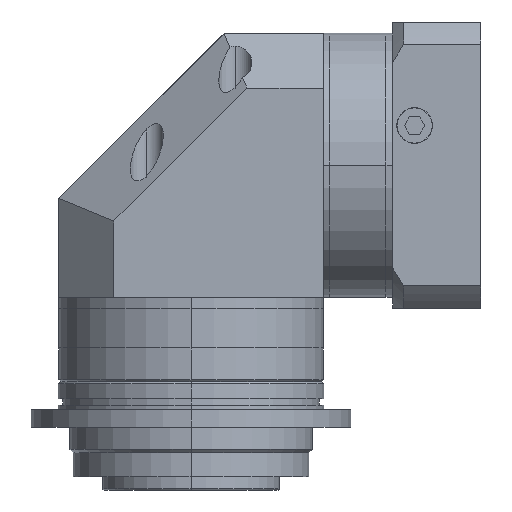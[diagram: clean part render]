
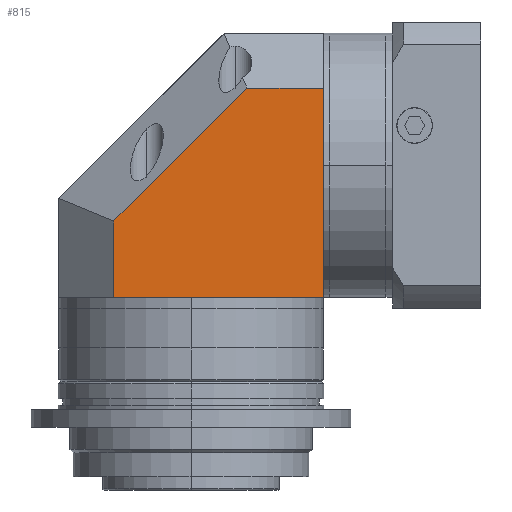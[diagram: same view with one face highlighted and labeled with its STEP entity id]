
A CAD part, left-side view. The second image highlights one B-rep face of the part: STEP entity #815.
In plain terms, the highlighted planar face has unit normal (-1, 0, 0).
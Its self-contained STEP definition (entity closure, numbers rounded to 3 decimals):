
#9 = EDGE_CURVE ( 'NONE', #9403, #10543, #11189, .T. ) ;
#69 = CARTESIAN_POINT ( 'NONE',  ( -60., 60., -60. ) ) ;
#147 = DIRECTION ( 'NONE',  ( 0., 0., 1. ) ) ;
#257 = VECTOR ( 'NONE', #11415, 1000. ) ;
#268 = DIRECTION ( 'NONE',  ( -1., 0., 0. ) ) ;
#293 = DIRECTION ( 'NONE',  ( 0., -1., 0. ) ) ;
#390 = ORIENTED_EDGE ( 'NONE', *, *, #3978, .T. ) ;
#542 = LINE ( 'NONE', #9692, #257 ) ;
#815 = ADVANCED_FACE ( 'NONE', ( #4054 ), #11393, .T. ) ;
#1070 = CARTESIAN_POINT ( 'NONE',  ( -60., -60., -60. ) ) ;
#1138 = VERTEX_POINT ( 'NONE', #2957 ) ;
#1777 = ORIENTED_EDGE ( 'NONE', *, *, #5006, .T. ) ;
#1978 = DIRECTION ( 'NONE',  ( 0., 0., -1. ) ) ;
#2061 = CARTESIAN_POINT ( 'NONE',  ( -60., 35., -60. ) ) ;
#2818 = CARTESIAN_POINT ( 'NONE',  ( -60., -60., 0. ) ) ;
#2957 = CARTESIAN_POINT ( 'NONE',  ( -60., -60., 35. ) ) ;
#3553 = EDGE_CURVE ( 'NONE', #10543, #9764, #542, .T. ) ;
#3978 = EDGE_CURVE ( 'NONE', #4899, #9403, #11404, .T. ) ;
#4020 = ORIENTED_EDGE ( 'NONE', *, *, #9314, .T. ) ;
#4024 = EDGE_LOOP ( 'NONE', ( #390, #8009, #9125, #10249, #4020, #1777 ) ) ;
#4030 = VECTOR ( 'NONE', #10081, 1000. ) ;
#4054 = FACE_OUTER_BOUND ( 'NONE', #4024, .T. ) ;
#4167 = CARTESIAN_POINT ( 'NONE',  ( -60., 35., -60. ) ) ;
#4596 = CARTESIAN_POINT ( 'NONE',  ( -60., -60., -60. ) ) ;
#4756 = DIRECTION ( 'NONE',  ( 0., 1., 0. ) ) ;
#4899 = VERTEX_POINT ( 'NONE', #11610 ) ;
#5006 = EDGE_CURVE ( 'NONE', #1138, #4899, #6773, .T. ) ;
#5083 = LINE ( 'NONE', #1070, #11180 ) ;
#5582 = CARTESIAN_POINT ( 'NONE',  ( -60., -60., -60. ) ) ;
#5603 = EDGE_CURVE ( 'NONE', #9764, #8324, #5083, .T. ) ;
#5858 = CARTESIAN_POINT ( 'NONE',  ( -60., 64.822, -55.178 ) ) ;
#6380 = LINE ( 'NONE', #5582, #4030 ) ;
#6773 = LINE ( 'NONE', #10882, #6920 ) ;
#6920 = VECTOR ( 'NONE', #4756, 1000. ) ;
#6963 = VECTOR ( 'NONE', #11202, 1000. ) ;
#8009 = ORIENTED_EDGE ( 'NONE', *, *, #9, .T. ) ;
#8324 = VERTEX_POINT ( 'NONE', #2818 ) ;
#9125 = ORIENTED_EDGE ( 'NONE', *, *, #3553, .T. ) ;
#9314 = EDGE_CURVE ( 'NONE', #8324, #1138, #6380, .T. ) ;
#9403 = VERTEX_POINT ( 'NONE', #11075 ) ;
#9692 = CARTESIAN_POINT ( 'NONE',  ( -60., 60., -60. ) ) ;
#9764 = VERTEX_POINT ( 'NONE', #4596 ) ;
#10081 = DIRECTION ( 'NONE',  ( 0., 0., 1. ) ) ;
#10249 = ORIENTED_EDGE ( 'NONE', *, *, #5603, .T. ) ;
#10543 = VERTEX_POINT ( 'NONE', #4167 ) ;
#10882 = CARTESIAN_POINT ( 'NONE',  ( -60., 60., 35. ) ) ;
#10908 = VECTOR ( 'NONE', #1978, 1000. ) ;
#11075 = CARTESIAN_POINT ( 'NONE',  ( -60., 35., -25.355 ) ) ;
#11180 = VECTOR ( 'NONE', #147, 1000. ) ;
#11189 = LINE ( 'NONE', #2061, #10908 ) ;
#11202 = DIRECTION ( 'NONE',  ( 0., 0.707, -0.707 ) ) ;
#11393 = PLANE ( 'NONE',  #11613 ) ;
#11404 = LINE ( 'NONE', #5858, #6963 ) ;
#11415 = DIRECTION ( 'NONE',  ( 0., -1., 0. ) ) ;
#11610 = CARTESIAN_POINT ( 'NONE',  ( -60., -25.355, 35. ) ) ;
#11613 = AXIS2_PLACEMENT_3D ( 'NONE', #69, #268, #293 ) ;
